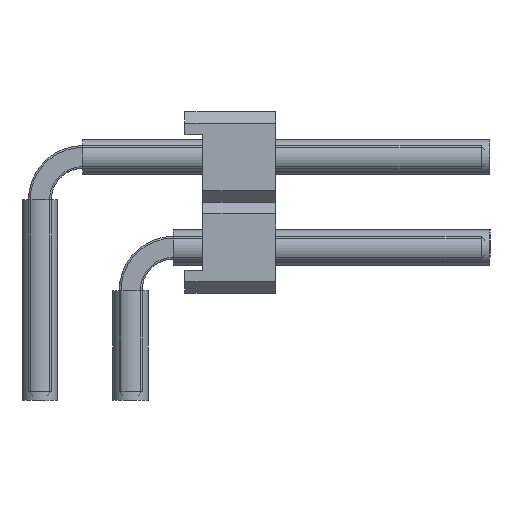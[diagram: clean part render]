
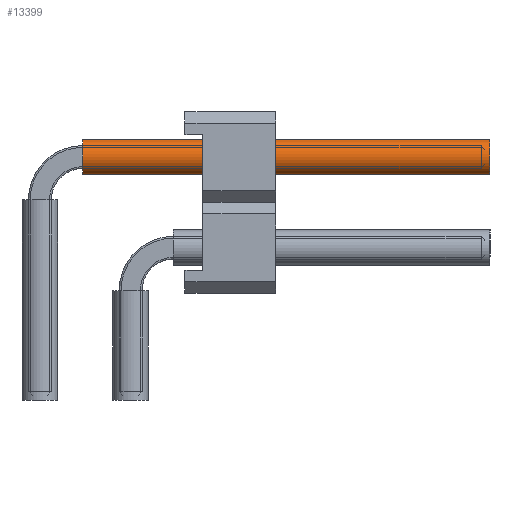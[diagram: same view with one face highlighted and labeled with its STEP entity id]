
A CAD part, left-side view. The second image highlights one B-rep face of the part: STEP entity #13399.
In plain terms, the highlighted cylindrical face has radius 0.5 mm (diameter 1 mm), a full revolution.
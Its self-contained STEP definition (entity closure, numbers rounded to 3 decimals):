
#7360=ORIENTED_EDGE('',*,*,#9272,.F.);
#7361=ORIENTED_EDGE('',*,*,#9273,.T.);
#9272=EDGE_CURVE('',#10544,#10544,#11000,.T.);
#9273=EDGE_CURVE('',#10545,#10545,#11001,.T.);
#10544=VERTEX_POINT('',#22301);
#10545=VERTEX_POINT('',#22303);
#11000=CIRCLE('',#14606,0.5);
#11001=CIRCLE('',#14607,0.5);
#11758=EDGE_LOOP('',(#7360));
#11759=EDGE_LOOP('',(#7361));
#12516=FACE_BOUND('',#11758,.T.);
#12517=FACE_BOUND('',#11759,.T.);
#12749=CYLINDRICAL_SURFACE('',#14605,0.5);
#13399=ADVANCED_FACE('',(#12516,#12517),#12749,.F.);
#14605=AXIS2_PLACEMENT_3D('',#22299,#18360,#18361);
#14606=AXIS2_PLACEMENT_3D('',#22300,#18362,#18363);
#14607=AXIS2_PLACEMENT_3D('',#22302,#18364,#18365);
#18360=DIRECTION('',(1.,0.,0.));
#18361=DIRECTION('',(0.,0.,-1.));
#18362=DIRECTION('',(-1.,0.,0.));
#18363=DIRECTION('',(0.,0.,1.));
#18364=DIRECTION('',(-1.,0.,0.));
#18365=DIRECTION('',(0.,0.,1.));
#22299=CARTESIAN_POINT('',(1.2,0.,6.81));
#22300=CARTESIAN_POINT('',(12.6,0.,6.81));
#22301=CARTESIAN_POINT('',(12.6,0.,7.31));
#22302=CARTESIAN_POINT('',(1.2,0.,6.81));
#22303=CARTESIAN_POINT('',(1.2,0.,7.31));
